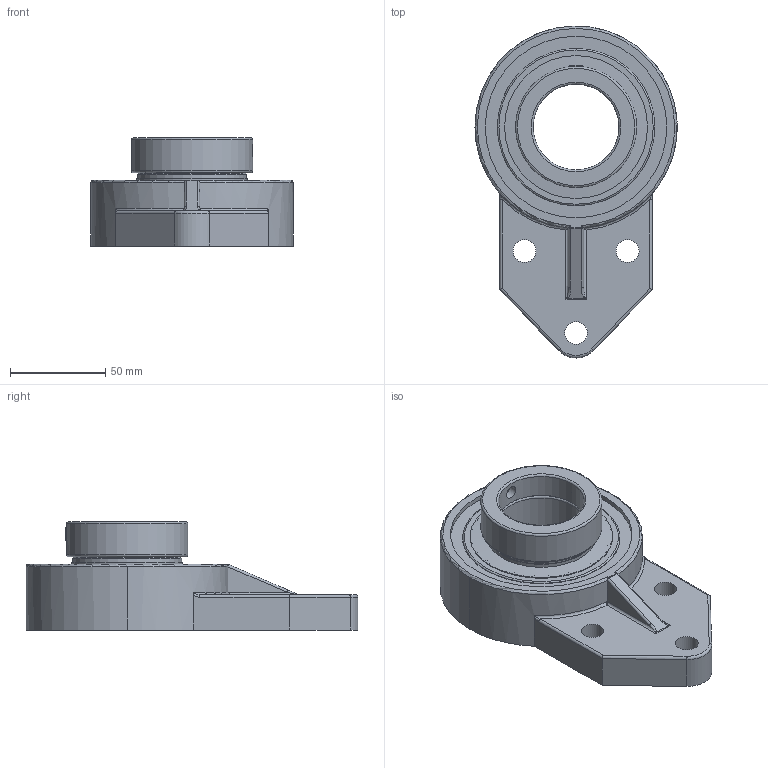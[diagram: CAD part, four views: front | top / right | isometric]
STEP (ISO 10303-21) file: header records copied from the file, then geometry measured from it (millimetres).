
FILE_DESCRIPTION(('HOOPS Exchange Step'),'2;1');
FILE_NAME('export-428B8ED4-F8E0-4E38-805E-F4CD113DA6BC.stp','2020-05-20T13:19:40-07:00',('dkerr'),('Alibre'),'HOOPS Exchange 2020.0','Alibre','Unknown authorisation');
FILE_SCHEMA( ('AP242_MANAGED_MODEL_BASED_3D_ENGINEERING_MIM_LF {1 0 10303 442 1 1 4 }') );
Length unit declared in the file: inch
Products named in the file (8): MRN SFBM 209 L4L; SNC 209 (Ball Bearing); SNC 209 (Shield); SNC 209 (Setscrew); SNC 209 (Collar); SNC 209 L4L (45mm) (Race); MRN SNC 209 L4L (45mm); MRN SNCSFBM 209 L4L (45mm)
Assembly tree (8 placements, depth 3):
  MRN SNCSFBM 209 L4L (45mm)
    MRN SFBM 209 L4L
    MRN SNC 209 L4L (45mm)
      SNC 209 (Ball Bearing)
      SNC 209 (Shield)  x2
      SNC 209 (Setscrew)
      SNC 209 (Collar)
      SNC 209 L4L (45mm) (Race)
Bounding box: 105.95 x 173.98 x 56.69 mm (x, y, z)
Volume: 281374.2 mm3; surface area: 92501.1 mm2
Topology: 16 solids, 16 shells, 146 faces, 390 edges, 252 vertices
Faces by surface type: cylinder 50, plane 40, torus 20, sphere 16, bspline 10, cone 10
Full cylindrical faces by diameter (mm): 6.782 x3, 12 x3, 45 x2, 50.292 x2, 57.15 x4, 57.912 x2, 63.5 x1, 71.381 x2, 74.93 x2, 89.104 x1, 95.22 x1
Entity records: 8127 total; most frequent: CARTESIAN_POINT 4460, DIRECTION 774, ORIENTED_EDGE 686, EDGE_CURVE 343, AXIS2_PLACEMENT_3D 334, VERTEX_POINT 238, CIRCLE 171, EDGE_LOOP 161
